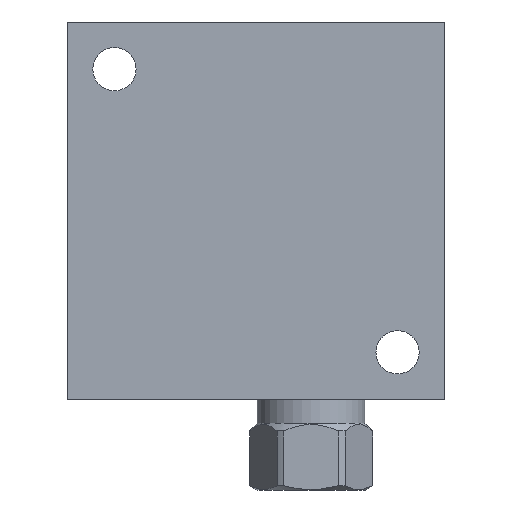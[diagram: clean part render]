
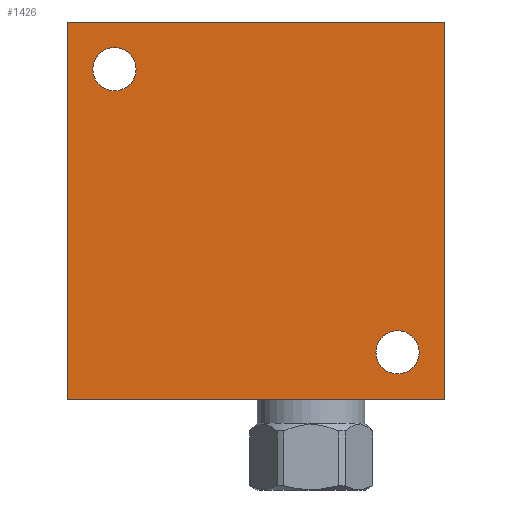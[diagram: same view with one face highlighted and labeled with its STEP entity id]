
A CAD part, front view. The second image highlights one B-rep face of the part: STEP entity #1426.
In plain terms, the highlighted planar face has unit normal (0, -1, 0).
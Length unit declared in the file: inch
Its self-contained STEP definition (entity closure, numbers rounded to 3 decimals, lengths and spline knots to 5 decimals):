
#5=DIRECTION('',(1.,0.,0.));
#6=VECTOR('',#5,3.);
#7=CARTESIAN_POINT('',(0.,-1.25,0.));
#8=LINE('',#7,#6);
#65=DIRECTION('',(0.,0.,1.));
#66=VECTOR('',#65,3.);
#67=CARTESIAN_POINT('',(3.,-1.25,0.));
#68=LINE('',#67,#66);
#79=DIRECTION('',(0.,0.,1.));
#80=VECTOR('',#79,3.);
#81=CARTESIAN_POINT('',(0.,-1.25,0.));
#82=LINE('',#81,#80);
#83=CARTESIAN_POINT('',(0.375,-1.25,2.625));
#84=DIRECTION('',(0.,1.,0.));
#85=DIRECTION('',(0.,0.,-1.));
#86=AXIS2_PLACEMENT_3D('',#83,#84,#85);
#88=CARTESIAN_POINT('',(0.375,-1.25,2.625));
#89=DIRECTION('',(0.,1.,0.));
#90=DIRECTION('',(0.,0.,1.));
#91=AXIS2_PLACEMENT_3D('',#88,#89,#90);
#93=CARTESIAN_POINT('',(2.625,-1.25,0.375));
#94=DIRECTION('',(0.,1.,0.));
#95=DIRECTION('',(0.,0.,-1.));
#96=AXIS2_PLACEMENT_3D('',#93,#94,#95);
#98=CARTESIAN_POINT('',(2.625,-1.25,0.375));
#99=DIRECTION('',(0.,1.,0.));
#100=DIRECTION('',(0.,0.,1.));
#101=AXIS2_PLACEMENT_3D('',#98,#99,#100);
#115=DIRECTION('',(1.,0.,0.));
#116=VECTOR('',#115,3.);
#117=CARTESIAN_POINT('',(0.,-1.25,3.));
#118=LINE('',#117,#116);
#1150=CARTESIAN_POINT('',(0.,-1.25,0.));
#1152=VERTEX_POINT('',#1150);
#1153=CARTESIAN_POINT('',(3.,-1.25,0.));
#1154=VERTEX_POINT('',#1153);
#1158=CARTESIAN_POINT('',(0.,-1.25,3.));
#1160=VERTEX_POINT('',#1158);
#1161=CARTESIAN_POINT('',(3.,-1.25,3.));
#1162=VERTEX_POINT('',#1161);
#1227=CARTESIAN_POINT('',(0.375,-1.25,2.453));
#1228=CARTESIAN_POINT('',(0.375,-1.25,2.797));
#1229=VERTEX_POINT('',#1227);
#1230=VERTEX_POINT('',#1228);
#1235=CARTESIAN_POINT('',(2.625,-1.25,0.203));
#1236=CARTESIAN_POINT('',(2.625,-1.25,0.547));
#1237=VERTEX_POINT('',#1235);
#1238=VERTEX_POINT('',#1236);
#1402=CARTESIAN_POINT('',(0.,-1.25,0.));
#1403=DIRECTION('',(0.,-1.,0.));
#1404=DIRECTION('',(1.,0.,0.));
#1405=AXIS2_PLACEMENT_3D('',#1402,#1403,#1404);
#1406=PLANE('',#1405);
#1407=ORIENTED_EDGE('',*,*,#1320,.F.);
#1408=ORIENTED_EDGE('',*,*,#1345,.T.);
#1410=ORIENTED_EDGE('',*,*,#1409,.T.);
#1411=ORIENTED_EDGE('',*,*,#1388,.F.);
#1412=EDGE_LOOP('',(#1407,#1408,#1410,#1411));
#1413=FACE_OUTER_BOUND('',#1412,.F.);
#1415=ORIENTED_EDGE('',*,*,#1414,.F.);
#1417=ORIENTED_EDGE('',*,*,#1416,.F.);
#1418=EDGE_LOOP('',(#1415,#1417));
#1419=FACE_BOUND('',#1418,.F.);
#1421=ORIENTED_EDGE('',*,*,#1420,.F.);
#1423=ORIENTED_EDGE('',*,*,#1422,.F.);
#1424=EDGE_LOOP('',(#1421,#1423));
#1425=FACE_BOUND('',#1424,.F.);
#1426=ADVANCED_FACE('',(#1413,#1419,#1425),#1406,.T.);
#87=CIRCLE('',#86,0.172);
#92=CIRCLE('',#91,0.172);
#97=CIRCLE('',#96,0.172);
#102=CIRCLE('',#101,0.172);
#1320=EDGE_CURVE('',#1152,#1154,#8,.T.);
#1345=EDGE_CURVE('',#1152,#1160,#82,.T.);
#1388=EDGE_CURVE('',#1154,#1162,#68,.T.);
#1409=EDGE_CURVE('',#1160,#1162,#118,.T.);
#1414=EDGE_CURVE('',#1229,#1230,#87,.T.);
#1416=EDGE_CURVE('',#1230,#1229,#92,.T.);
#1420=EDGE_CURVE('',#1237,#1238,#97,.T.);
#1422=EDGE_CURVE('',#1238,#1237,#102,.T.);
